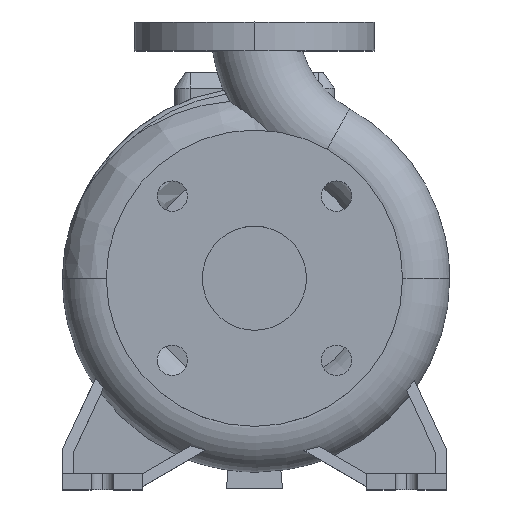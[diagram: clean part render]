
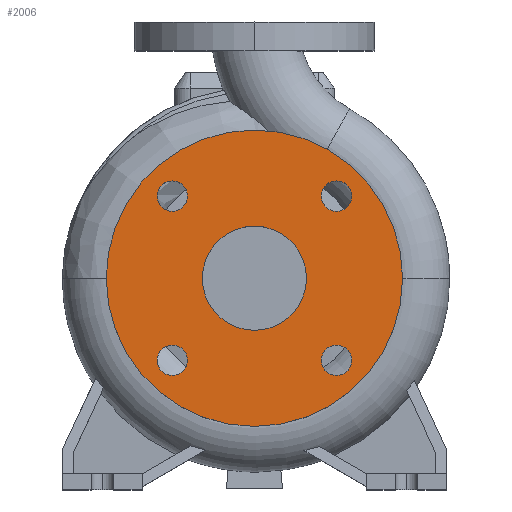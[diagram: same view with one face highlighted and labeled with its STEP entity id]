
A CAD part, top view. The second image highlights one B-rep face of the part: STEP entity #2006.
In plain terms, the highlighted planar face has unit normal (0, 0, 1).
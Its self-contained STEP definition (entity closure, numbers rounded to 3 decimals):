
#73 = CIRCLE ( 'NONE', #8144, 9.5 ) ;
#170 = ORIENTED_EDGE ( 'NONE', *, *, #6955, .T. ) ;
#237 = ORIENTED_EDGE ( 'NONE', *, *, #10922, .F. ) ;
#420 = CARTESIAN_POINT ( 'NONE',  ( 60.765, -51.265, 80. ) ) ;
#424 = CARTESIAN_POINT ( 'NONE',  ( 0., 92.5, 80. ) ) ;
#500 = CARTESIAN_POINT ( 'NONE',  ( -60.765, 51.265, 80. ) ) ;
#786 = CARTESIAN_POINT ( 'NONE',  ( -32.5, 0., 80. ) ) ;
#906 = EDGE_LOOP ( 'NONE', ( #3518, #170 ) ) ;
#1009 = ORIENTED_EDGE ( 'NONE', *, *, #10729, .F. ) ;
#1063 = VERTEX_POINT ( 'NONE', #9731 ) ;
#1118 = CARTESIAN_POINT ( 'NONE',  ( 41.765, -51.265, 80. ) ) ;
#1159 = EDGE_LOOP ( 'NONE', ( #8793, #13127 ) ) ;
#1227 = CARTESIAN_POINT ( 'NONE',  ( -92.5, 0., 80. ) ) ;
#1311 = DIRECTION ( 'NONE',  ( 0., 0., 1. ) ) ;
#1374 = FACE_OUTER_BOUND ( 'NONE', #906, .T. ) ;
#1379 = CIRCLE ( 'NONE', #6004, 92.5 ) ;
#1549 = ORIENTED_EDGE ( 'NONE', *, *, #12409, .F. ) ;
#1722 = AXIS2_PLACEMENT_3D ( 'NONE', #10553, #10406, #7308 ) ;
#2006 = ADVANCED_FACE ( 'NONE', ( #4763, #3542, #12414, #6803, #1374, #5782 ), #10321, .F. ) ;
#2056 = VERTEX_POINT ( 'NONE', #500 ) ;
#2078 = CIRCLE ( 'NONE', #6907, 92.5 ) ;
#2199 = EDGE_LOOP ( 'NONE', ( #1009, #11420 ) ) ;
#2257 = DIRECTION ( 'NONE',  ( 0., 0., 1. ) ) ;
#2457 = DIRECTION ( 'NONE',  ( 0., 0., 1. ) ) ;
#2510 = DIRECTION ( 'NONE',  ( 0., 0., 1. ) ) ;
#2735 = CARTESIAN_POINT ( 'NONE',  ( 41.765, 51.265, 80. ) ) ;
#2770 = DIRECTION ( 'NONE',  ( 0., 0., 1. ) ) ;
#2968 = DIRECTION ( 'NONE',  ( 1., 0., 0. ) ) ;
#3077 = VERTEX_POINT ( 'NONE', #1227 ) ;
#3170 = CARTESIAN_POINT ( 'NONE',  ( 51.265, 51.265, 80. ) ) ;
#3194 = VERTEX_POINT ( 'NONE', #2735 ) ;
#3327 = EDGE_CURVE ( 'NONE', #10803, #3194, #7120, .T. ) ;
#3458 = DIRECTION ( 'NONE',  ( 1., 0., 0. ) ) ;
#3484 = DIRECTION ( 'NONE',  ( 1., 0., 0. ) ) ;
#3518 = ORIENTED_EDGE ( 'NONE', *, *, #6621, .T. ) ;
#3542 = FACE_BOUND ( 'NONE', #9357, .T. ) ;
#3610 = VERTEX_POINT ( 'NONE', #10296 ) ;
#3711 = AXIS2_PLACEMENT_3D ( 'NONE', #4542, #2510, #10034 ) ;
#4177 = CIRCLE ( 'NONE', #4630, 9.5 ) ;
#4347 = ORIENTED_EDGE ( 'NONE', *, *, #13686, .F. ) ;
#4542 = CARTESIAN_POINT ( 'NONE',  ( -51.265, 51.265, 80. ) ) ;
#4630 = AXIS2_PLACEMENT_3D ( 'NONE', #5072, #8321, #10333 ) ;
#4684 = AXIS2_PLACEMENT_3D ( 'NONE', #8972, #1311, #12353 ) ;
#4763 = FACE_BOUND ( 'NONE', #7773, .T. ) ;
#4855 = AXIS2_PLACEMENT_3D ( 'NONE', #13434, #2457, #10112 ) ;
#4906 = DIRECTION ( 'NONE',  ( 1., 0., 0. ) ) ;
#5072 = CARTESIAN_POINT ( 'NONE',  ( 51.265, -51.265, 80. ) ) ;
#5623 = CARTESIAN_POINT ( 'NONE',  ( 51.265, -51.265, 80. ) ) ;
#5713 = DIRECTION ( 'NONE',  ( -1., 0., 0. ) ) ;
#5718 = EDGE_CURVE ( 'NONE', #13422, #7061, #11532, .T. ) ;
#5782 = FACE_BOUND ( 'NONE', #7332, .T. ) ;
#5787 = CIRCLE ( 'NONE', #4855, 9.5 ) ;
#5842 = CARTESIAN_POINT ( 'NONE',  ( 0., 0., 80. ) ) ;
#5853 = DIRECTION ( 'NONE',  ( 0., 0., -1. ) ) ;
#5951 = CARTESIAN_POINT ( 'NONE',  ( 92.5, 0., 80. ) ) ;
#6004 = AXIS2_PLACEMENT_3D ( 'NONE', #6138, #10465, #4906 ) ;
#6138 = CARTESIAN_POINT ( 'NONE',  ( 0., 0., 80. ) ) ;
#6338 = DIRECTION ( 'NONE',  ( 0., 0., 1. ) ) ;
#6621 = EDGE_CURVE ( 'NONE', #11980, #3077, #2078, .T. ) ;
#6803 = FACE_BOUND ( 'NONE', #2199, .T. ) ;
#6804 = CIRCLE ( 'NONE', #1722, 9.5 ) ;
#6907 = AXIS2_PLACEMENT_3D ( 'NONE', #14085, #8537, #2968 ) ;
#6955 = EDGE_CURVE ( 'NONE', #3077, #11980, #1379, .T. ) ;
#7061 = VERTEX_POINT ( 'NONE', #10753 ) ;
#7120 = CIRCLE ( 'NONE', #12403, 9.5 ) ;
#7308 = DIRECTION ( 'NONE',  ( 1., 0., 0. ) ) ;
#7332 = EDGE_LOOP ( 'NONE', ( #11391, #237 ) ) ;
#7443 = CARTESIAN_POINT ( 'NONE',  ( -41.765, 51.265, 80. ) ) ;
#7578 = EDGE_CURVE ( 'NONE', #13407, #10343, #4177, .T. ) ;
#7773 = EDGE_LOOP ( 'NONE', ( #12862, #4347 ) ) ;
#7780 = EDGE_CURVE ( 'NONE', #2056, #8080, #5787, .T. ) ;
#8080 = VERTEX_POINT ( 'NONE', #7443 ) ;
#8122 = ORIENTED_EDGE ( 'NONE', *, *, #11036, .F. ) ;
#8136 = DIRECTION ( 'NONE',  ( 0., 0., 1. ) ) ;
#8144 = AXIS2_PLACEMENT_3D ( 'NONE', #11262, #2257, #3484 ) ;
#8234 = EDGE_CURVE ( 'NONE', #8080, #2056, #13863, .T. ) ;
#8321 = DIRECTION ( 'NONE',  ( 0., 0., 1. ) ) ;
#8479 = CARTESIAN_POINT ( 'NONE',  ( 60.765, 51.265, 80. ) ) ;
#8537 = DIRECTION ( 'NONE',  ( 0., 0., 1. ) ) ;
#8642 = CIRCLE ( 'NONE', #10471, 9.5 ) ;
#8793 = ORIENTED_EDGE ( 'NONE', *, *, #8234, .F. ) ;
#8972 = CARTESIAN_POINT ( 'NONE',  ( -51.265, -51.265, 80. ) ) ;
#9357 = EDGE_LOOP ( 'NONE', ( #8122, #1549 ) ) ;
#9673 = DIRECTION ( 'NONE',  ( 0., 0., 1. ) ) ;
#9731 = CARTESIAN_POINT ( 'NONE',  ( -60.765, -51.265, 80. ) ) ;
#10034 = DIRECTION ( 'NONE',  ( 1., 0., 0. ) ) ;
#10112 = DIRECTION ( 'NONE',  ( 1., 0., 0. ) ) ;
#10296 = CARTESIAN_POINT ( 'NONE',  ( -41.765, -51.265, 80. ) ) ;
#10321 = PLANE ( 'NONE',  #10540 ) ;
#10333 = DIRECTION ( 'NONE',  ( 1., 0., 0. ) ) ;
#10343 = VERTEX_POINT ( 'NONE', #1118 ) ;
#10385 = DIRECTION ( 'NONE',  ( 1., 0., 0. ) ) ;
#10406 = DIRECTION ( 'NONE',  ( 0., 0., 1. ) ) ;
#10452 = CIRCLE ( 'NONE', #12767, 32.5 ) ;
#10465 = DIRECTION ( 'NONE',  ( 0., 0., 1. ) ) ;
#10471 = AXIS2_PLACEMENT_3D ( 'NONE', #5623, #8136, #3458 ) ;
#10540 = AXIS2_PLACEMENT_3D ( 'NONE', #424, #5853, #5713 ) ;
#10553 = CARTESIAN_POINT ( 'NONE',  ( -51.265, -51.265, 80. ) ) ;
#10729 = EDGE_CURVE ( 'NONE', #7061, #13422, #10452, .T. ) ;
#10753 = CARTESIAN_POINT ( 'NONE',  ( 32.5, 0., 80. ) ) ;
#10803 = VERTEX_POINT ( 'NONE', #8479 ) ;
#10851 = AXIS2_PLACEMENT_3D ( 'NONE', #5842, #6338, #10385 ) ;
#10922 = EDGE_CURVE ( 'NONE', #3194, #10803, #73, .T. ) ;
#11036 = EDGE_CURVE ( 'NONE', #3610, #1063, #13676, .T. ) ;
#11262 = CARTESIAN_POINT ( 'NONE',  ( 51.265, 51.265, 80. ) ) ;
#11391 = ORIENTED_EDGE ( 'NONE', *, *, #3327, .F. ) ;
#11420 = ORIENTED_EDGE ( 'NONE', *, *, #5718, .F. ) ;
#11532 = CIRCLE ( 'NONE', #10851, 32.5 ) ;
#11574 = DIRECTION ( 'NONE',  ( 1., 0., 0. ) ) ;
#11980 = VERTEX_POINT ( 'NONE', #5951 ) ;
#12353 = DIRECTION ( 'NONE',  ( 1., 0., 0. ) ) ;
#12403 = AXIS2_PLACEMENT_3D ( 'NONE', #3170, #9673, #14208 ) ;
#12409 = EDGE_CURVE ( 'NONE', #1063, #3610, #6804, .T. ) ;
#12414 = FACE_BOUND ( 'NONE', #1159, .T. ) ;
#12661 = CARTESIAN_POINT ( 'NONE',  ( 0., 0., 80. ) ) ;
#12767 = AXIS2_PLACEMENT_3D ( 'NONE', #12661, #2770, #11574 ) ;
#12862 = ORIENTED_EDGE ( 'NONE', *, *, #7578, .F. ) ;
#13127 = ORIENTED_EDGE ( 'NONE', *, *, #7780, .F. ) ;
#13407 = VERTEX_POINT ( 'NONE', #420 ) ;
#13422 = VERTEX_POINT ( 'NONE', #786 ) ;
#13434 = CARTESIAN_POINT ( 'NONE',  ( -51.265, 51.265, 80. ) ) ;
#13676 = CIRCLE ( 'NONE', #4684, 9.5 ) ;
#13686 = EDGE_CURVE ( 'NONE', #10343, #13407, #8642, .T. ) ;
#13863 = CIRCLE ( 'NONE', #3711, 9.5 ) ;
#14085 = CARTESIAN_POINT ( 'NONE',  ( 0., 0., 80. ) ) ;
#14208 = DIRECTION ( 'NONE',  ( 1., 0., 0. ) ) ;
